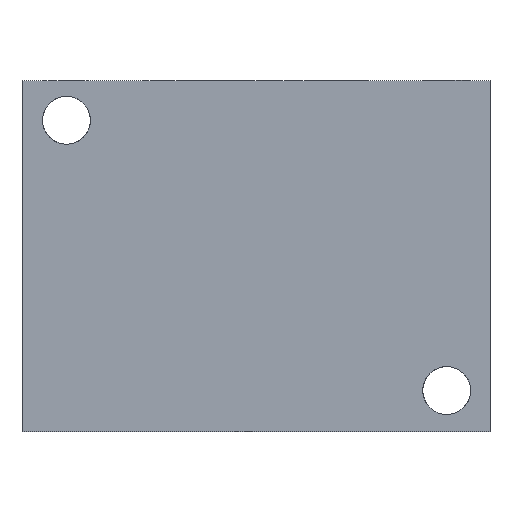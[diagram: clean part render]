
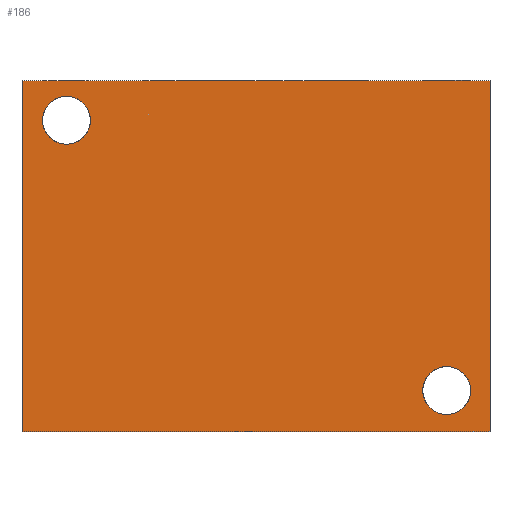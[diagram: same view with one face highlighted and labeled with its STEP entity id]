
A CAD part, front view. The second image highlights one B-rep face of the part: STEP entity #186.
In plain terms, the highlighted planar face has unit normal (0, -1, 0).
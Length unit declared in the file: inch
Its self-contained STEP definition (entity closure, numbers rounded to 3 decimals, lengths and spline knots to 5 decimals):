
#186 = ADVANCED_FACE( '', ( #504, #505, #506 ), #507, .F. );
#504 = FACE_BOUND( '', #997, .T. );
#505 = FACE_BOUND( '', #998, .T. );
#506 = FACE_OUTER_BOUND( '', #999, .T. );
#507 = PLANE( '', #1000 );
#997 = EDGE_LOOP( '', ( #1521 ) );
#998 = EDGE_LOOP( '', ( #1522 ) );
#999 = EDGE_LOOP( '', ( #1523, #1524, #1525, #1526 ) );
#1000 = AXIS2_PLACEMENT_3D( '', #1527, #1528, #1529 );
#1521 = ORIENTED_EDGE( '', *, *, #2784, .T. );
#1522 = ORIENTED_EDGE( '', *, *, #2785, .T. );
#1523 = ORIENTED_EDGE( '', *, *, #2786, .T. );
#1524 = ORIENTED_EDGE( '', *, *, #2787, .F. );
#1525 = ORIENTED_EDGE( '', *, *, #2788, .F. );
#1526 = ORIENTED_EDGE( '', *, *, #2789, .T. );
#1527 = CARTESIAN_POINT( '', ( 4., 0., 3. ) );
#1528 = DIRECTION( '', ( 0., 1., 0. ) );
#1529 = DIRECTION( '', ( 0., 0., 1. ) );
#2784 = EDGE_CURVE( '', #3310, #3310, #3311, .T. );
#2785 = EDGE_CURVE( '', #3312, #3312, #3313, .T. );
#2786 = EDGE_CURVE( '', #3314, #3315, #3316, .T. );
#2787 = EDGE_CURVE( '', #3317, #3315, #3318, .T. );
#2788 = EDGE_CURVE( '', #3319, #3317, #3320, .T. );
#2789 = EDGE_CURVE( '', #3319, #3314, #3321, .T. );
#3310 = VERTEX_POINT( '', #4077 );
#3311 = CIRCLE( '', #4078, 0.205 );
#3312 = VERTEX_POINT( '', #4079 );
#3313 = CIRCLE( '', #4080, 0.205 );
#3314 = VERTEX_POINT( '', #4081 );
#3315 = VERTEX_POINT( '', #4082 );
#3316 = LINE( '', #4083, #4084 );
#3317 = VERTEX_POINT( '', #4085 );
#3318 = LINE( '', #4086, #4087 );
#3319 = VERTEX_POINT( '', #4088 );
#3320 = LINE( '', #4089, #4090 );
#3321 = LINE( '', #4091, #4092 );
#4077 = CARTESIAN_POINT( '', ( 3.835, 0., 0.35 ) );
#4078 = AXIS2_PLACEMENT_3D( '', #5009, #5010, #5011 );
#4079 = CARTESIAN_POINT( '', ( 0.585, 0., 2.66 ) );
#4080 = AXIS2_PLACEMENT_3D( '', #5012, #5013, #5014 );
#4081 = CARTESIAN_POINT( '', ( 0., 0., 3. ) );
#4082 = CARTESIAN_POINT( '', ( 0., 0., 0. ) );
#4083 = CARTESIAN_POINT( '', ( 0., 0., 3. ) );
#4084 = VECTOR( '', #5015, 39.37008 );
#4085 = CARTESIAN_POINT( '', ( 4., 0., 0. ) );
#4086 = CARTESIAN_POINT( '', ( 4., 0., 0. ) );
#4087 = VECTOR( '', #5016, 39.37008 );
#4088 = CARTESIAN_POINT( '', ( 4., 0., 3. ) );
#4089 = CARTESIAN_POINT( '', ( 4., 0., 3. ) );
#4090 = VECTOR( '', #5017, 39.37008 );
#4091 = CARTESIAN_POINT( '', ( 4., 0., 3. ) );
#4092 = VECTOR( '', #5018, 39.37008 );
#5009 = CARTESIAN_POINT( '', ( 3.63, 0., 0.35 ) );
#5010 = DIRECTION( '', ( 0., 1., 0. ) );
#5011 = DIRECTION( '', ( 1., 0., 0. ) );
#5012 = CARTESIAN_POINT( '', ( 0.38, 0., 2.66 ) );
#5013 = DIRECTION( '', ( 0., 1., 0. ) );
#5014 = DIRECTION( '', ( 1., 0., 0. ) );
#5015 = DIRECTION( '', ( 0., 0., -1. ) );
#5016 = DIRECTION( '', ( -1., 0., 0. ) );
#5017 = DIRECTION( '', ( 0., 0., -1. ) );
#5018 = DIRECTION( '', ( -1., 0., 0. ) );
